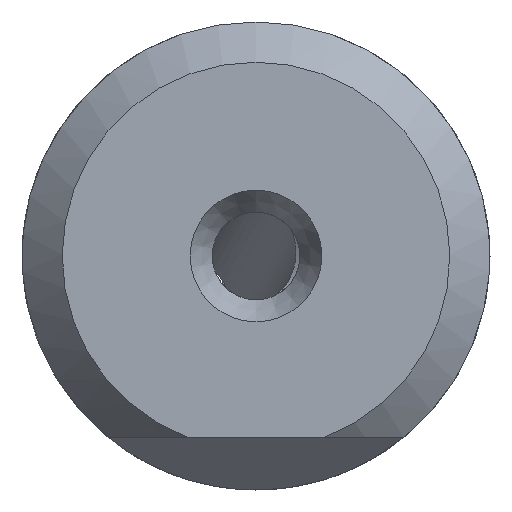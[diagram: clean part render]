
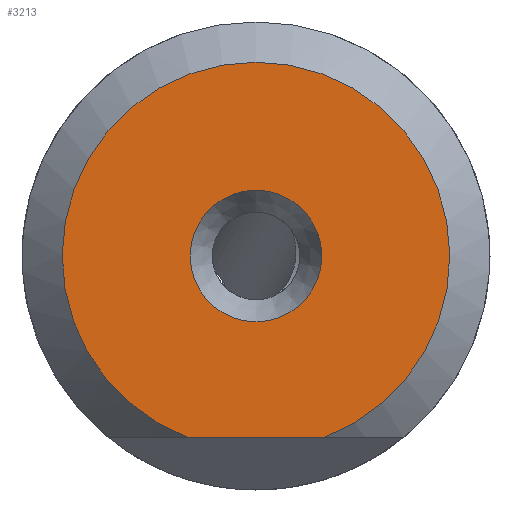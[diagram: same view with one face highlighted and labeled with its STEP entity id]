
A CAD part, left-side view. The second image highlights one B-rep face of the part: STEP entity #3213.
In plain terms, the highlighted planar face has unit normal (-1, 0, 0).
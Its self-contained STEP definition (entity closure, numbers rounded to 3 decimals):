
#31 = VECTOR ( 'NONE', #2664, 1000. ) ;
#509 = LINE ( 'NONE', #2361, #31 ) ;
#530 = CIRCLE ( 'NONE', #1565, 6.625 ) ;
#559 = DIRECTION ( 'NONE',  ( 0., 0., 1. ) ) ;
#675 = VERTEX_POINT ( 'NONE', #1371 ) ;
#897 = EDGE_LOOP ( 'NONE', ( #1385, #1818 ) ) ;
#909 = VERTEX_POINT ( 'NONE', #2015 ) ;
#988 = AXIS2_PLACEMENT_3D ( 'NONE', #2933, #2319, #559 ) ;
#1020 = DIRECTION ( 'NONE',  ( -1., 0., 0. ) ) ;
#1222 = VERTEX_POINT ( 'NONE', #2931 ) ;
#1325 = EDGE_CURVE ( 'NONE', #1222, #675, #509, .T. ) ;
#1371 = CARTESIAN_POINT ( 'NONE',  ( 0., -2.335, -6.2 ) ) ;
#1385 = ORIENTED_EDGE ( 'NONE', *, *, #3618, .T. ) ;
#1565 = AXIS2_PLACEMENT_3D ( 'NONE', #1950, #1020, #3455 ) ;
#1780 = PLANE ( 'NONE',  #2194 ) ;
#1818 = ORIENTED_EDGE ( 'NONE', *, *, #1325, .T. ) ;
#1950 = CARTESIAN_POINT ( 'NONE',  ( 0., 0., 0. ) ) ;
#2001 = EDGE_LOOP ( 'NONE', ( #3576 ) ) ;
#2015 = CARTESIAN_POINT ( 'NONE',  ( 0., 0., 2.25 ) ) ;
#2064 = FACE_OUTER_BOUND ( 'NONE', #897, .T. ) ;
#2194 = AXIS2_PLACEMENT_3D ( 'NONE', #3540, #3882, #2943 ) ;
#2319 = DIRECTION ( 'NONE',  ( -1., 0., 0. ) ) ;
#2361 = CARTESIAN_POINT ( 'NONE',  ( 0., 2.25, -6.2 ) ) ;
#2664 = DIRECTION ( 'NONE',  ( 0., -1., 0. ) ) ;
#2931 = CARTESIAN_POINT ( 'NONE',  ( 0., 2.335, -6.2 ) ) ;
#2933 = CARTESIAN_POINT ( 'NONE',  ( 0., 0., 0. ) ) ;
#2943 = DIRECTION ( 'NONE',  ( 0., 0., -1. ) ) ;
#3028 = CIRCLE ( 'NONE', #988, 2.25 ) ;
#3175 = EDGE_CURVE ( 'NONE', #909, #909, #3028, .T. ) ;
#3213 = ADVANCED_FACE ( 'NONE', ( #3846, #2064 ), #1780, .F. ) ;
#3455 = DIRECTION ( 'NONE',  ( 0., 0., 1. ) ) ;
#3540 = CARTESIAN_POINT ( 'NONE',  ( 0., 2.25, 0. ) ) ;
#3576 = ORIENTED_EDGE ( 'NONE', *, *, #3175, .F. ) ;
#3618 = EDGE_CURVE ( 'NONE', #675, #1222, #530, .T. ) ;
#3846 = FACE_BOUND ( 'NONE', #2001, .T. ) ;
#3882 = DIRECTION ( 'NONE',  ( 1., 0., 0. ) ) ;
